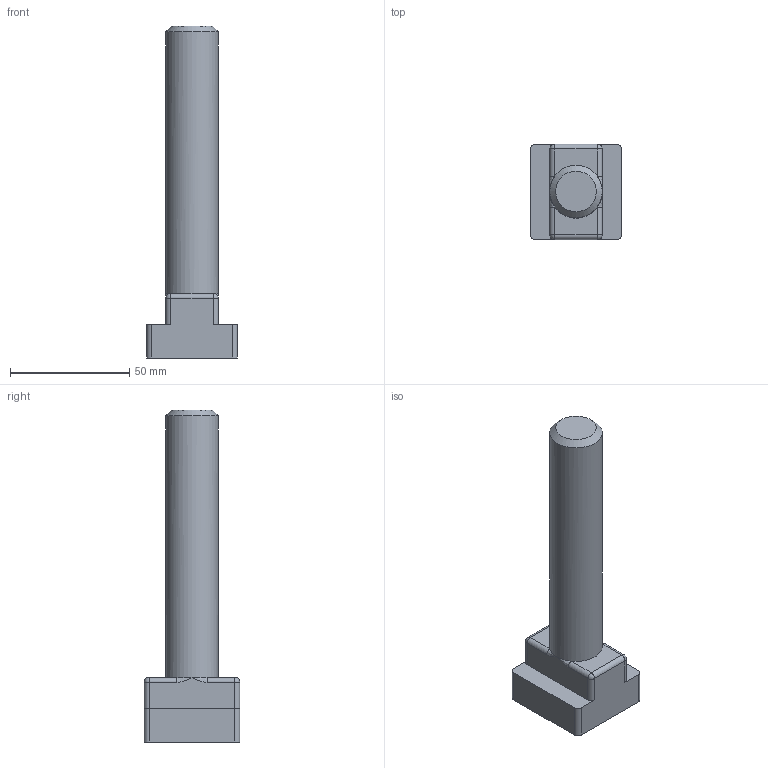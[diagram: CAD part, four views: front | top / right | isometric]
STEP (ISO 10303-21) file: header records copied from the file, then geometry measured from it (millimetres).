
FILE_DESCRIPTION( ( 'Unknown' ), '1' );
FILE_NAME( 'PT40-22125.stp', 'Unknown', ( 'Unknown' ), ( 'Unknown' ), 'XStep 1.0', 'Unknown', ' ' );
FILE_SCHEMA( ( 'CONFIG_CONTROL_DESIGN' ) );
Length unit declared in the file: millimetre
Products named in the file (1): 1
Bounding box: 38 x 40 x 139 mm (x, y, z)
Volume: 74915.4 mm3; surface area: 14274.7 mm2
Topology: 1 solids, 1 shells, 36 faces, 90 edges, 48 vertices
Faces by surface type: cylinder 15, plane 12, bspline 4, sphere 4, cone 1
Full cylindrical faces by diameter (mm): 22 x1
Entity records: 1660 total; most frequent: CARTESIAN_POINT 813, DIRECTION 178, ORIENTED_EDGE 160, EDGE_CURVE 80, AXIS2_PLACEMENT_3D 69, VERTEX_POINT 48, LINE 40, VECTOR 40
